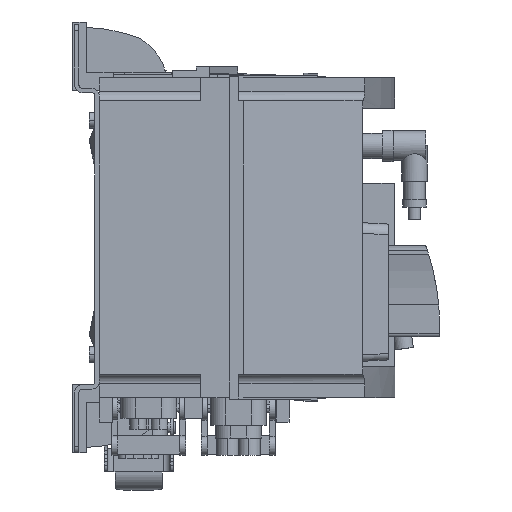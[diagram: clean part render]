
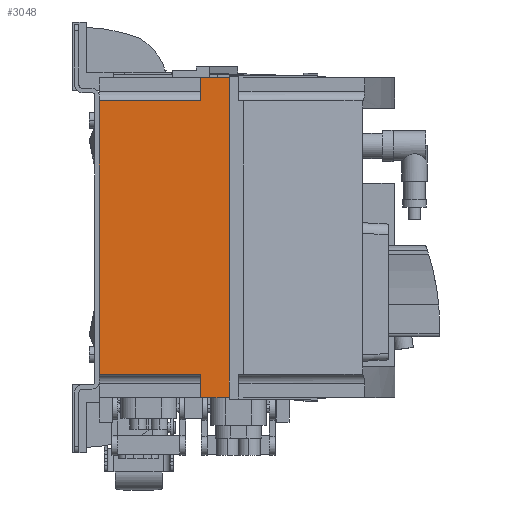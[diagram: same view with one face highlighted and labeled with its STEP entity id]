
A CAD part, left-side view. The second image highlights one B-rep face of the part: STEP entity #3048.
In plain terms, the highlighted planar face has unit normal (-1, 0, 0).
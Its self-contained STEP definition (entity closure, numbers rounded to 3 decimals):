
#3048=ADVANCED_FACE('',(#6422),#6423,.T.);
#6422=FACE_OUTER_BOUND('',#10018,.T.);
#6423=PLANE('',#10019);
#10018=EDGE_LOOP('',(#19407,#19408,#19409,#19410,#19411,#19412,#19413,#19414));
#10019=AXIS2_PLACEMENT_3D('',#19415,#19416,#19417);
#19407=ORIENTED_EDGE('',*,*,#24966,.T.);
#19408=ORIENTED_EDGE('',*,*,#25017,.T.);
#19409=ORIENTED_EDGE('',*,*,#24573,.T.);
#19410=ORIENTED_EDGE('',*,*,#25018,.T.);
#19411=ORIENTED_EDGE('',*,*,#25019,.T.);
#19412=ORIENTED_EDGE('',*,*,#24717,.F.);
#19413=ORIENTED_EDGE('',*,*,#25020,.T.);
#19414=ORIENTED_EDGE('',*,*,#25013,.T.);
#19415=CARTESIAN_POINT('',(-288.2,-23.5,-84.6));
#19416=DIRECTION('',(-1.0,0.0,0.0));
#19417=DIRECTION('',(0.0,-1.0,0.0));
#24573=EDGE_CURVE('',#30361,#30359,#30362,.T.);
#24717=EDGE_CURVE('',#30602,#30604,#30605,.T.);
#24966=EDGE_CURVE('',#30955,#30953,#30956,.T.);
#25013=EDGE_CURVE('',#31025,#30955,#31026,.T.);
#25017=EDGE_CURVE('',#30953,#30361,#31031,.T.);
#25018=EDGE_CURVE('',#30359,#31032,#31033,.T.);
#25019=EDGE_CURVE('',#31032,#30604,#31034,.T.);
#25020=EDGE_CURVE('',#30602,#31025,#31035,.T.);
#30359=VERTEX_POINT('',#41497);
#30361=VERTEX_POINT('',#41500);
#30362=LINE('',#41501,#41502);
#30602=VERTEX_POINT('',#41844);
#30604=VERTEX_POINT('',#41847);
#30605=LINE('',#41848,#41849);
#30953=VERTEX_POINT('',#42308);
#30955=VERTEX_POINT('',#42311);
#30956=LINE('',#42312,#42313);
#31025=VERTEX_POINT('',#42467);
#31026=LINE('',#42468,#42469);
#31031=LINE('',#42475,#42476);
#31032=VERTEX_POINT('',#42477);
#31033=LINE('',#42478,#42479);
#31034=LINE('',#42480,#42481);
#31035=LINE('',#42482,#42483);
#41497=CARTESIAN_POINT('',(-288.2,-60.0,-15.1));
#41500=CARTESIAN_POINT('',(-288.2,-73.5,-15.1));
#41501=CARTESIAN_POINT('',(-288.2,-40.737,-15.1));
#41502=VECTOR('',#47636,1.0);
#41844=CARTESIAN_POINT('',(-288.2,-12.5,-154.2));
#41847=CARTESIAN_POINT('',(-288.2,-12.5,-26.0));
#41848=CARTESIAN_POINT('',(-288.2,-12.5,-87.35));
#41849=VECTOR('',#47788,1.0);
#42308=CARTESIAN_POINT('',(-288.2,-73.5,-165.1));
#42311=CARTESIAN_POINT('',(-288.2,-60.0,-165.1));
#42312=CARTESIAN_POINT('',(-288.2,-40.737,-165.1));
#42313=VECTOR('',#48105,1.0);
#42467=CARTESIAN_POINT('',(-288.2,-60.0,-154.2));
#42468=CARTESIAN_POINT('',(-288.2,-60.0,-124.15));
#42469=VECTOR('',#48142,1.0);
#42475=CARTESIAN_POINT('',(-288.2,-73.5,-84.6));
#42476=VECTOR('',#48147,1.0);
#42477=CARTESIAN_POINT('',(-288.2,-60.0,-26.0));
#42478=CARTESIAN_POINT('',(-288.2,-60.0,-50.55));
#42479=VECTOR('',#48148,1.0);
#42480=CARTESIAN_POINT('',(-288.2,-4.25,-26.0));
#42481=VECTOR('',#48149,1.0);
#42482=CARTESIAN_POINT('',(-288.2,-4.25,-154.2));
#42483=VECTOR('',#48150,1.0);
#47636=DIRECTION('',(0.0,1.0,0.0));
#47788=DIRECTION('',(0.0,0.0,1.0));
#48105=DIRECTION('',(-0.0,-1.0,-0.0));
#48142=DIRECTION('',(-0.0,-0.0,-1.0));
#48147=DIRECTION('',(0.0,0.0,1.0));
#48148=DIRECTION('',(-0.0,-0.0,-1.0));
#48149=DIRECTION('',(0.0,1.0,-0.0));
#48150=DIRECTION('',(-0.0,-1.0,-0.0));
